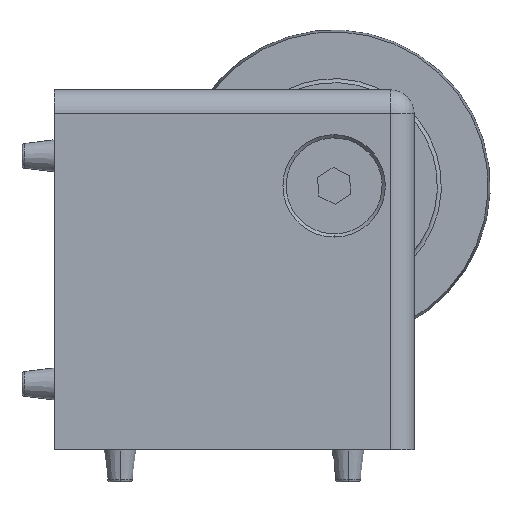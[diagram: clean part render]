
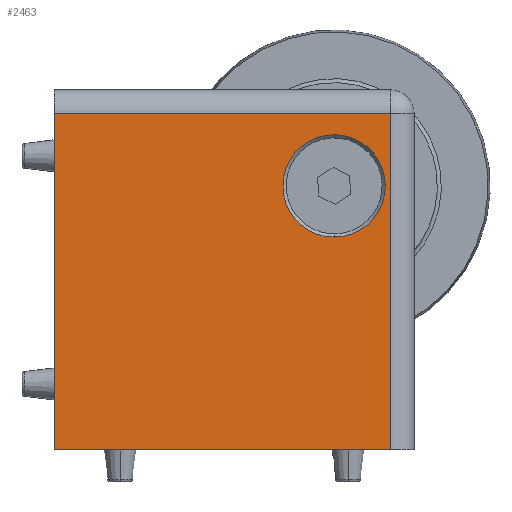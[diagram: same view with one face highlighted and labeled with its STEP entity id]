
A CAD part, left-side view. The second image highlights one B-rep face of the part: STEP entity #2463.
In plain terms, the highlighted planar face has unit normal (-1, 0, 0).
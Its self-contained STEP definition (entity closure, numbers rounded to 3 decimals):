
#34 = DIRECTION ( 'NONE',  ( 1., 0., 0. ) ) ;
#60 = EDGE_LOOP ( 'NONE', ( #1559, #3984, #2418, #3566 ) ) ;
#93 = DIRECTION ( 'NONE',  ( 0., 0., 1. ) ) ;
#102 = VERTEX_POINT ( 'NONE', #2720 ) ;
#106 = FACE_OUTER_BOUND ( 'NONE', #60, .T. ) ;
#167 = AXIS2_PLACEMENT_3D ( 'NONE', #2351, #34, #3529 ) ;
#304 = DIRECTION ( 'NONE',  ( 0., 1., 0. ) ) ;
#320 = CARTESIAN_POINT ( 'NONE',  ( -22.5, 22.5, 19.5 ) ) ;
#362 = LINE ( 'NONE', #320, #5129 ) ;
#534 = VERTEX_POINT ( 'NONE', #4020 ) ;
#543 = EDGE_CURVE ( 'NONE', #5029, #534, #4987, .T. ) ;
#946 = VECTOR ( 'NONE', #5906, 1000. ) ;
#1080 = DIRECTION ( 'NONE',  ( 0., 1., 0. ) ) ;
#1453 = DIRECTION ( 'NONE',  ( 0., -1., 0. ) ) ;
#1514 = VERTEX_POINT ( 'NONE', #2857 ) ;
#1534 = DIRECTION ( 'NONE',  ( 1., 0., 0. ) ) ;
#1549 = CARTESIAN_POINT ( 'NONE',  ( -22.5, -12.5, 10.5 ) ) ;
#1559 = ORIENTED_EDGE ( 'NONE', *, *, #5923, .T. ) ;
#1569 = CIRCLE ( 'NONE', #167, 6.4 ) ;
#1605 = VERTEX_POINT ( 'NONE', #2058 ) ;
#1736 = LINE ( 'NONE', #1820, #5377 ) ;
#1764 = EDGE_CURVE ( 'NONE', #1514, #102, #362, .T. ) ;
#1820 = CARTESIAN_POINT ( 'NONE',  ( -22.5, -19.5, 22.5 ) ) ;
#2058 = CARTESIAN_POINT ( 'NONE',  ( -22.5, 22.5, -22.5 ) ) ;
#2179 = EDGE_CURVE ( 'NONE', #5315, #1514, #1736, .T. ) ;
#2190 = EDGE_CURVE ( 'NONE', #534, #5029, #1569, .T. ) ;
#2334 = EDGE_CURVE ( 'NONE', #102, #1605, #3444, .T. ) ;
#2351 = CARTESIAN_POINT ( 'NONE',  ( -22.5, -12.5, 10.5 ) ) ;
#2418 = ORIENTED_EDGE ( 'NONE', *, *, #1764, .T. ) ;
#2463 = ADVANCED_FACE ( 'NONE', ( #5183, #106 ), #2770, .F. ) ;
#2642 = EDGE_LOOP ( 'NONE', ( #5556, #2694 ) ) ;
#2694 = ORIENTED_EDGE ( 'NONE', *, *, #2190, .T. ) ;
#2720 = CARTESIAN_POINT ( 'NONE',  ( -22.5, 22.5, 19.5 ) ) ;
#2770 = PLANE ( 'NONE',  #4666 ) ;
#2857 = CARTESIAN_POINT ( 'NONE',  ( -22.5, -19.5, 19.5 ) ) ;
#3282 = DIRECTION ( 'NONE',  ( 0., 1., 0. ) ) ;
#3444 = LINE ( 'NONE', #5458, #946 ) ;
#3529 = DIRECTION ( 'NONE',  ( 0., 1., 0. ) ) ;
#3566 = ORIENTED_EDGE ( 'NONE', *, *, #2334, .T. ) ;
#3984 = ORIENTED_EDGE ( 'NONE', *, *, #2179, .T. ) ;
#4012 = AXIS2_PLACEMENT_3D ( 'NONE', #1549, #1534, #1080 ) ;
#4020 = CARTESIAN_POINT ( 'NONE',  ( -22.5, -12.5, 4.1 ) ) ;
#4029 = VECTOR ( 'NONE', #1453, 1000. ) ;
#4163 = CARTESIAN_POINT ( 'NONE',  ( -22.5, -12.5, 16.9 ) ) ;
#4666 = AXIS2_PLACEMENT_3D ( 'NONE', #4691, #5999, #3282 ) ;
#4691 = CARTESIAN_POINT ( 'NONE',  ( -22.5, 22.5, 22.5 ) ) ;
#4849 = CARTESIAN_POINT ( 'NONE',  ( -22.5, 22.5, -22.5 ) ) ;
#4958 = LINE ( 'NONE', #4849, #4029 ) ;
#4987 = CIRCLE ( 'NONE', #4012, 6.4 ) ;
#5029 = VERTEX_POINT ( 'NONE', #4163 ) ;
#5129 = VECTOR ( 'NONE', #304, 1000. ) ;
#5160 = CARTESIAN_POINT ( 'NONE',  ( -22.5, -19.5, -22.5 ) ) ;
#5183 = FACE_BOUND ( 'NONE', #2642, .T. ) ;
#5315 = VERTEX_POINT ( 'NONE', #5160 ) ;
#5377 = VECTOR ( 'NONE', #93, 1000. ) ;
#5458 = CARTESIAN_POINT ( 'NONE',  ( -22.5, 22.5, 22.5 ) ) ;
#5556 = ORIENTED_EDGE ( 'NONE', *, *, #543, .T. ) ;
#5906 = DIRECTION ( 'NONE',  ( 0., 0., -1. ) ) ;
#5923 = EDGE_CURVE ( 'NONE', #1605, #5315, #4958, .T. ) ;
#5999 = DIRECTION ( 'NONE',  ( 1., 0., 0. ) ) ;
